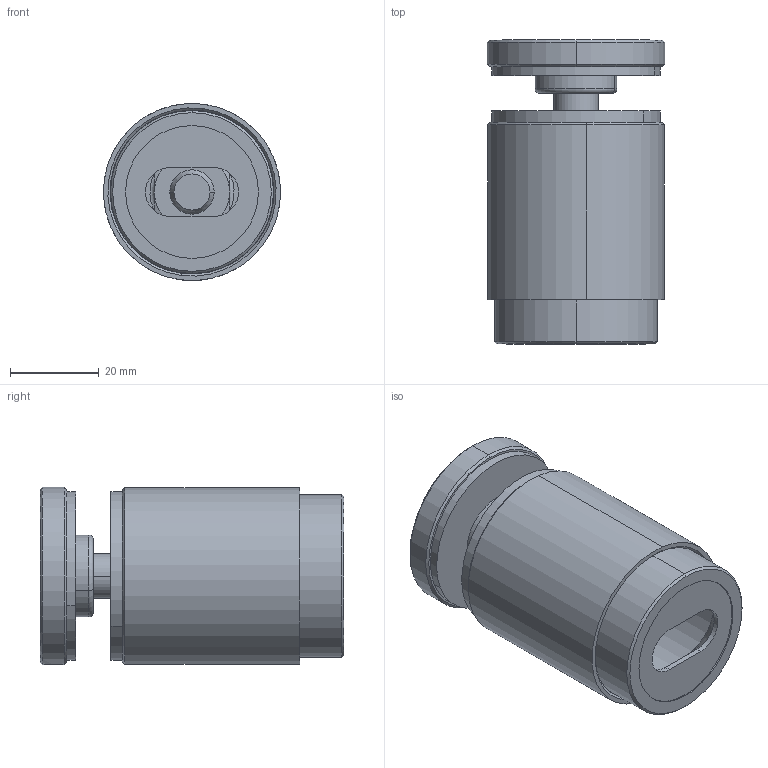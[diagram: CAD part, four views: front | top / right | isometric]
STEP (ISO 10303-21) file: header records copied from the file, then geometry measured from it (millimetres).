
FILE_DESCRIPTION (( 'STEP AP203' ), '1' );
FILE_NAME ('A_0742-FLEX3.STEP', '2024-06-17T11:53:12', ( '' ), ( '' ), 'SwSTEP 2.0', 'SolidWorks 2019', '' );
FILE_SCHEMA (( 'CONFIG_CONTROL_DESIGN' ));
Length unit declared in the file: millimetre
Products named in the file (9): A_0742-FLEX3.P1; A_0742-FLEX3; MATICA DIN 439_MATICA M10; A_0742-FLEX3.P2; A_0742-FLEX3.P5; A_0742-FLEX3.P4; A_0742-FLEX3.P3; Skrutka DIN 913_SKRUTKA M10X40; PODLOZKA DIN 7980_PODLOZKA 10
Assembly tree (8 placements, depth 2):
  A_0742-FLEX3
    A_0742-FLEX3.P1
    A_0742-FLEX3.P2
    A_0742-FLEX3.P3
    A_0742-FLEX3.P4
    A_0742-FLEX3.P5
    Skrutka DIN 913_SKRUTKA M10X40
    MATICA DIN 439_MATICA M10
    PODLOZKA DIN 7980_PODLOZKA 10
Bounding box: 40 x 68.6 x 40 mm (x, y, z)
Volume: 45620.7 mm3; surface area: 32097.2 mm2
Topology: 8 solids, 8 shells, 145 faces, 313 edges, 193 vertices
Faces by surface type: cylinder 46, plane 45, cone 44, torus 8, bspline 2
Entity records: 6261 total; most frequent: CARTESIAN_POINT 2095, DIRECTION 731, ORIENTED_EDGE 622, EDGE_CURVE 311, AXIS2_PLACEMENT_3D 302, VERTEX_POINT 193, EDGE_LOOP 166, CIRCLE 148
